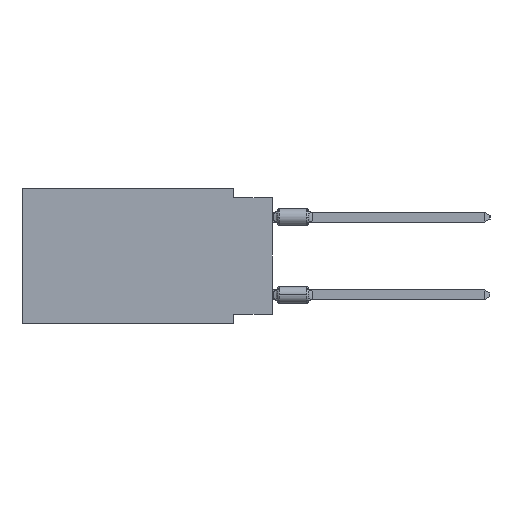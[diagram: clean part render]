
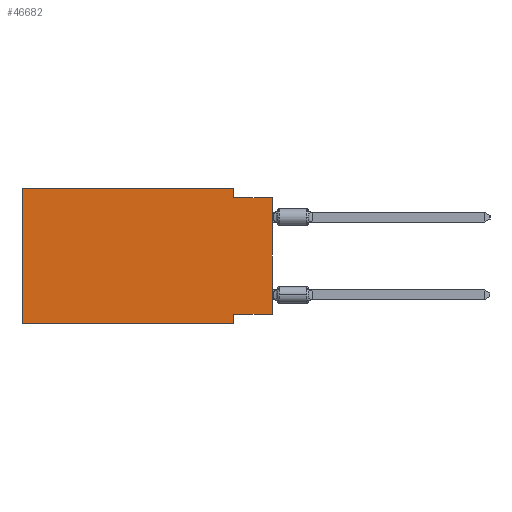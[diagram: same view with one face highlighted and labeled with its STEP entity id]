
A CAD part, left-side view. The second image highlights one B-rep face of the part: STEP entity #46682.
In plain terms, the highlighted planar face has unit normal (-1, 0, 0).
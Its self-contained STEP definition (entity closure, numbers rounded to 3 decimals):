
#148 = CARTESIAN_POINT ( 'NONE',  ( 0., 2.54, -8.89 ) ) ;
#1124 = DIRECTION ( 'NONE',  ( 0., -1., 0. ) ) ;
#2017 = VECTOR ( 'NONE', #45223, 1000. ) ;
#3237 = DIRECTION ( 'NONE',  ( 0., 0., -1. ) ) ;
#3592 = CARTESIAN_POINT ( 'NONE',  ( 0., 2.54, -0.635 ) ) ;
#3726 = VERTEX_POINT ( 'NONE', #3592 ) ;
#5037 = DIRECTION ( 'NONE',  ( 0., 0., -1. ) ) ;
#10848 = LINE ( 'NONE', #42550, #52611 ) ;
#12242 = PLANE ( 'NONE',  #19398 ) ;
#12297 = CARTESIAN_POINT ( 'NONE',  ( 0., 16.383, -8.89 ) ) ;
#14306 = ORIENTED_EDGE ( 'NONE', *, *, #33614, .F. ) ;
#14559 = CARTESIAN_POINT ( 'NONE',  ( 0., 0., -0.635 ) ) ;
#15481 = ORIENTED_EDGE ( 'NONE', *, *, #30100, .T. ) ;
#16044 = ORIENTED_EDGE ( 'NONE', *, *, #51183, .F. ) ;
#16119 = ORIENTED_EDGE ( 'NONE', *, *, #50295, .F. ) ;
#16792 = CARTESIAN_POINT ( 'NONE',  ( 0., 16.383, 0. ) ) ;
#17825 = DIRECTION ( 'NONE',  ( 1., 0., 0. ) ) ;
#18158 = DIRECTION ( 'NONE',  ( 0., 0., -1. ) ) ;
#19326 = VECTOR ( 'NONE', #5037, 1000. ) ;
#19398 = AXIS2_PLACEMENT_3D ( 'NONE', #65579, #17825, #18158 ) ;
#21035 = CARTESIAN_POINT ( 'NONE',  ( 0., 0., 0. ) ) ;
#21240 = CARTESIAN_POINT ( 'NONE',  ( 0., 16.383, 0. ) ) ;
#22349 = ORIENTED_EDGE ( 'NONE', *, *, #23767, .F. ) ;
#23767 = EDGE_CURVE ( 'NONE', #3726, #46517, #40705, .T. ) ;
#24248 = EDGE_CURVE ( 'NONE', #43709, #25969, #54081, .T. ) ;
#25969 = VERTEX_POINT ( 'NONE', #43307 ) ;
#26564 = DIRECTION ( 'NONE',  ( 0., 1., 0. ) ) ;
#28273 = LINE ( 'NONE', #16792, #42730 ) ;
#29037 = LINE ( 'NONE', #56567, #53775 ) ;
#30100 = EDGE_CURVE ( 'NONE', #45069, #46517, #47495, .T. ) ;
#30694 = VECTOR ( 'NONE', #42462, 1000. ) ;
#32558 = CARTESIAN_POINT ( 'NONE',  ( 0., 2.54, 0. ) ) ;
#32825 = DIRECTION ( 'NONE',  ( 0., -1., 0. ) ) ;
#33614 = EDGE_CURVE ( 'NONE', #43709, #36078, #36551, .T. ) ;
#34758 = ORIENTED_EDGE ( 'NONE', *, *, #24248, .T. ) ;
#34932 = CARTESIAN_POINT ( 'NONE',  ( 0., 0., -8.255 ) ) ;
#35483 = CARTESIAN_POINT ( 'NONE',  ( 0., 16.383, 0. ) ) ;
#36078 = VERTEX_POINT ( 'NONE', #35483 ) ;
#36551 = LINE ( 'NONE', #21240, #30694 ) ;
#36555 = VECTOR ( 'NONE', #1124, 1000. ) ;
#36728 = LINE ( 'NONE', #148, #19326 ) ;
#37019 = DIRECTION ( 'NONE',  ( 0., 0., 1. ) ) ;
#37918 = ORIENTED_EDGE ( 'NONE', *, *, #46547, .F. ) ;
#38051 = CARTESIAN_POINT ( 'NONE',  ( 0., 2.54, -8.255 ) ) ;
#38637 = VERTEX_POINT ( 'NONE', #32558 ) ;
#40705 = LINE ( 'NONE', #14559, #2017 ) ;
#40779 = VERTEX_POINT ( 'NONE', #38051 ) ;
#42462 = DIRECTION ( 'NONE',  ( 0., 0., 1. ) ) ;
#42550 = CARTESIAN_POINT ( 'NONE',  ( 0., 0., -8.255 ) ) ;
#42730 = VECTOR ( 'NONE', #32825, 1000. ) ;
#43307 = CARTESIAN_POINT ( 'NONE',  ( 0., 2.54, -8.89 ) ) ;
#43709 = VERTEX_POINT ( 'NONE', #12297 ) ;
#44287 = VECTOR ( 'NONE', #37019, 1000. ) ;
#45069 = VERTEX_POINT ( 'NONE', #34932 ) ;
#45223 = DIRECTION ( 'NONE',  ( 0., -1., 0. ) ) ;
#46517 = VERTEX_POINT ( 'NONE', #47830 ) ;
#46547 = EDGE_CURVE ( 'NONE', #36078, #38637, #28273, .T. ) ;
#46682 = ADVANCED_FACE ( 'NONE', ( #64546 ), #12242, .F. ) ;
#47495 = LINE ( 'NONE', #21035, #44287 ) ;
#47830 = CARTESIAN_POINT ( 'NONE',  ( 0., 0., -0.635 ) ) ;
#48173 = CARTESIAN_POINT ( 'NONE',  ( 0., 16.383, -8.89 ) ) ;
#50295 = EDGE_CURVE ( 'NONE', #45069, #40779, #10848, .T. ) ;
#51183 = EDGE_CURVE ( 'NONE', #40779, #25969, #36728, .T. ) ;
#52611 = VECTOR ( 'NONE', #26564, 1000. ) ;
#53775 = VECTOR ( 'NONE', #3237, 1000. ) ;
#54081 = LINE ( 'NONE', #48173, #36555 ) ;
#56567 = CARTESIAN_POINT ( 'NONE',  ( 0., 2.54, 0. ) ) ;
#57766 = EDGE_LOOP ( 'NONE', ( #15481, #22349, #62067, #37918, #14306, #34758, #16044, #16119 ) ) ;
#61540 = EDGE_CURVE ( 'NONE', #38637, #3726, #29037, .T. ) ;
#62067 = ORIENTED_EDGE ( 'NONE', *, *, #61540, .F. ) ;
#64546 = FACE_OUTER_BOUND ( 'NONE', #57766, .T. ) ;
#65579 = CARTESIAN_POINT ( 'NONE',  ( 0., 16.383, 0. ) ) ;
